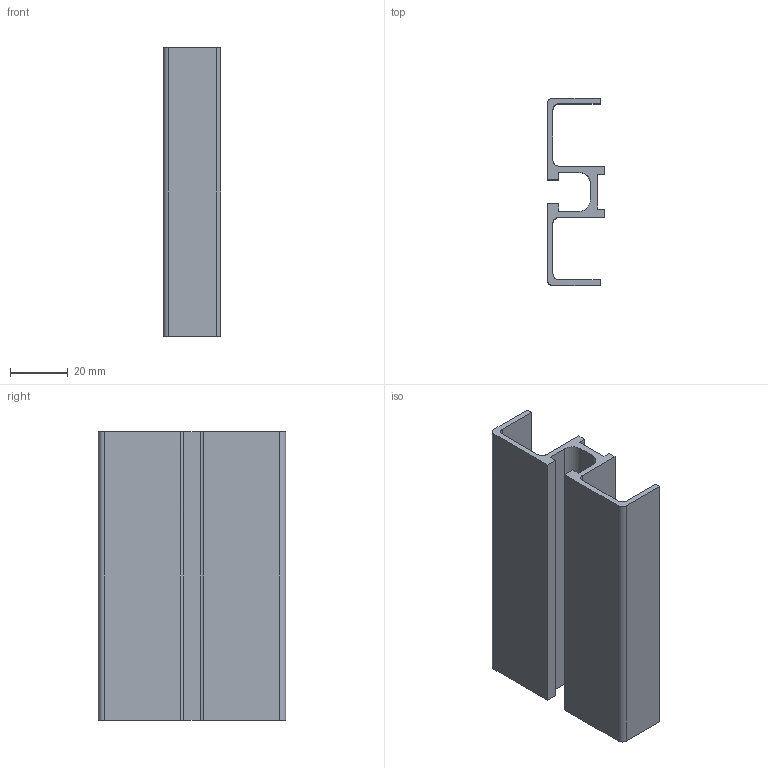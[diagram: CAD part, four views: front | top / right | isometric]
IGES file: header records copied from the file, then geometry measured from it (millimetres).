
Global section: file name: 102065; native system: Autodesk Inventor 2018; preprocessor: unknown; author: Spacek; date: 20200106.141450; units: millimetre
Bounding box: 20 x 65 x 100 mm (x, y, z)
Volume: 31088.4 mm3; surface area: 27903.4 mm2
Topology: 1 solids, 1 shells, 34 faces, 96 edges, 64 vertices
Faces by surface type: bspline 34
